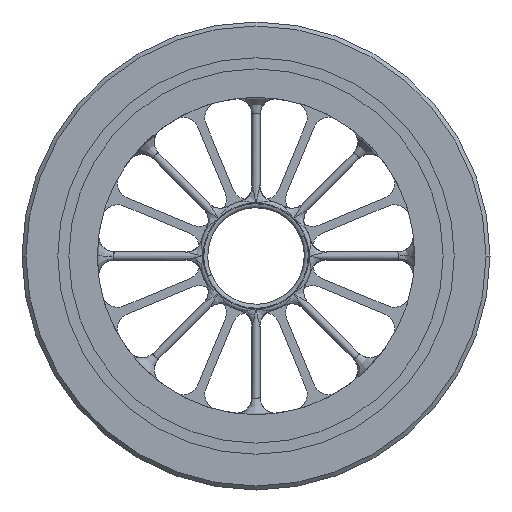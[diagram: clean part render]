
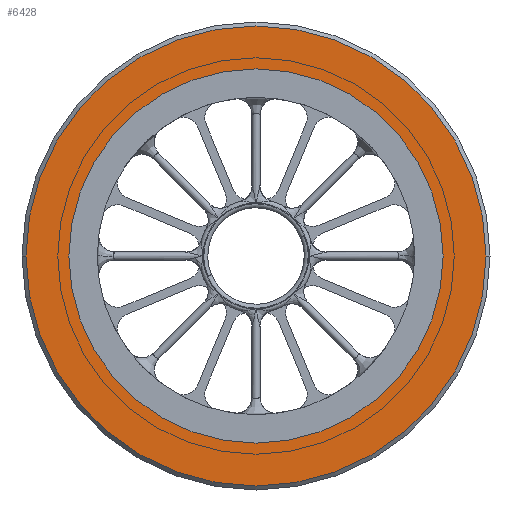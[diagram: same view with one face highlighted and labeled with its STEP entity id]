
A CAD part, left-side view. The second image highlights one B-rep face of the part: STEP entity #6428.
In plain terms, the highlighted planar face has unit normal (-1, 0, 0).
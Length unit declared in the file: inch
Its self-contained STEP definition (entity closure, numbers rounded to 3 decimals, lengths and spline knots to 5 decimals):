
#1=CARTESIAN_POINT('',(0.,0.,0.));
#2=DIRECTION('',(-1.,0.,0.));
#3=DIRECTION('',(0.,1.,0.));
#4=AXIS2_PLACEMENT_3D('',#1,#2,#3);
#6=CARTESIAN_POINT('',(0.,0.,0.));
#7=DIRECTION('',(-1.,0.,0.));
#8=DIRECTION('',(0.,-1.,0.));
#9=AXIS2_PLACEMENT_3D('',#6,#7,#8);
#11=CARTESIAN_POINT('',(0.,0.,0.));
#12=DIRECTION('',(1.,0.,0.));
#13=DIRECTION('',(0.,-1.,0.));
#14=AXIS2_PLACEMENT_3D('',#11,#12,#13);
#21=CARTESIAN_POINT('',(0.,0.,0.));
#22=DIRECTION('',(1.,0.,0.));
#23=DIRECTION('',(0.,1.,0.));
#24=AXIS2_PLACEMENT_3D('',#21,#22,#23);
#5634=CARTESIAN_POINT('',(0.,1.4552,0.));
#5635=CARTESIAN_POINT('',(0.,-1.4552,0.));
#5636=VERTEX_POINT('',#5634);
#5637=VERTEX_POINT('',#5635);
#6342=CARTESIAN_POINT('',(0.,-1.789,0.));
#6343=CARTESIAN_POINT('',(0.,1.789,0.));
#6344=VERTEX_POINT('',#6342);
#6345=VERTEX_POINT('',#6343);
#6411=CARTESIAN_POINT('',(0.,0.,0.));
#6412=DIRECTION('',(1.,0.,0.));
#6413=DIRECTION('',(0.,-1.,0.));
#6414=AXIS2_PLACEMENT_3D('',#6411,#6412,#6413);
#6415=PLANE('',#6414);
#6417=ORIENTED_EDGE('',*,*,#6416,.T.);
#6419=ORIENTED_EDGE('',*,*,#6418,.T.);
#6420=EDGE_LOOP('',(#6417,#6419));
#6421=FACE_OUTER_BOUND('',#6420,.F.);
#6423=ORIENTED_EDGE('',*,*,#6422,.T.);
#6425=ORIENTED_EDGE('',*,*,#6424,.T.);
#6426=EDGE_LOOP('',(#6423,#6425));
#6427=FACE_BOUND('',#6426,.F.);
#5=CIRCLE('',#4,1.4552);
#10=CIRCLE('',#9,1.4552);
#15=CIRCLE('',#14,1.789);
#25=CIRCLE('',#24,1.789);
#6416=EDGE_CURVE('',#6344,#6345,#15,.T.);
#6418=EDGE_CURVE('',#6345,#6344,#25,.T.);
#6422=EDGE_CURVE('',#5636,#5637,#5,.T.);
#6424=EDGE_CURVE('',#5637,#5636,#10,.T.);
#6428=ADVANCED_FACE('',(#6421,#6427),#6415,.F.);
